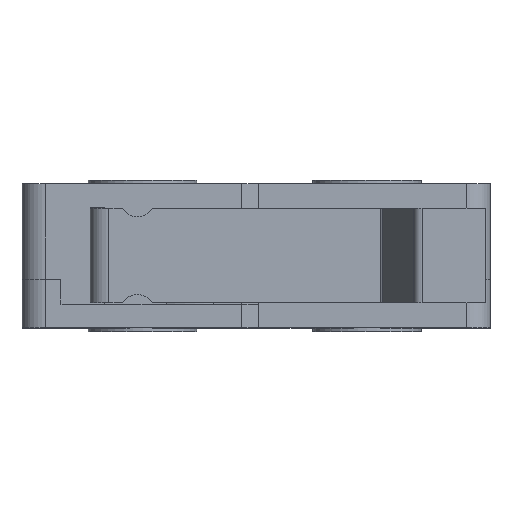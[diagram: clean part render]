
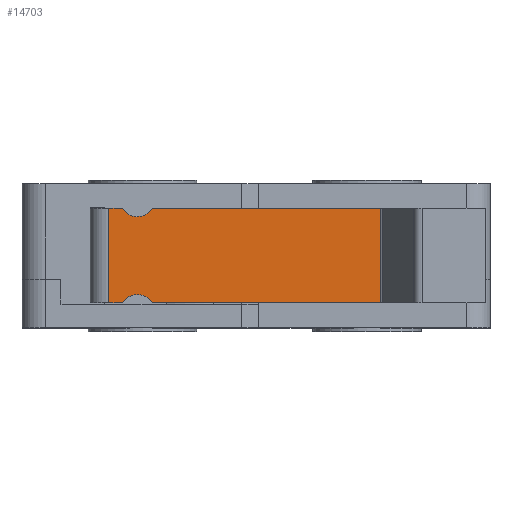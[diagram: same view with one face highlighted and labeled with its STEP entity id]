
A CAD part, top view. The second image highlights one B-rep face of the part: STEP entity #14703.
In plain terms, the highlighted planar face has unit normal (-0.013, 0, 1).
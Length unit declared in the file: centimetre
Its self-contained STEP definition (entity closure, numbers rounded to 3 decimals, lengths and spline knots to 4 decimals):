
#890=FACE_OUTER_BOUND('',#1701,.T.);
#1701=EDGE_LOOP('',(#9841,#9842,#9843,#9844,#9845,#9846,#9847,#9848));
#2551=CIRCLE('',#15519,0.075);
#2553=CIRCLE('',#15522,0.075);
#2649=LINE('',#19174,#4304);
#2667=LINE('',#19215,#4322);
#2697=LINE('',#19285,#4352);
#2714=LINE('',#19333,#4369);
#2730=LINE('',#19364,#4385);
#2731=LINE('',#19366,#4386);
#4304=VECTOR('',#16180,1.);
#4322=VECTOR('',#16206,1.);
#4352=VECTOR('',#16266,1.);
#4369=VECTOR('',#16303,1.);
#4385=VECTOR('',#16345,1.);
#4386=VECTOR('',#16348,1.);
#5960=VERTEX_POINT('',#19171);
#5961=VERTEX_POINT('',#19173);
#5979=VERTEX_POINT('',#19212);
#5980=VERTEX_POINT('',#19214);
#6001=VERTEX_POINT('',#19272);
#6003=VERTEX_POINT('',#19278);
#6005=VERTEX_POINT('',#19284);
#6026=VERTEX_POINT('',#19331);
#7444=EDGE_CURVE('',#5961,#5960,#2649,.T.);
#7464=EDGE_CURVE('',#5980,#5979,#2667,.T.);
#7493=EDGE_CURVE('',#6001,#5961,#2551,.T.);
#7497=EDGE_CURVE('',#5979,#6003,#2553,.T.);
#7499=EDGE_CURVE('',#6005,#6001,#2697,.T.);
#7524=EDGE_CURVE('',#6003,#6026,#2714,.T.);
#7540=EDGE_CURVE('',#6005,#6026,#2730,.T.);
#7541=EDGE_CURVE('',#5960,#5980,#2731,.T.);
#9841=ORIENTED_EDGE('',*,*,#7493,.T.);
#9842=ORIENTED_EDGE('',*,*,#7444,.T.);
#9843=ORIENTED_EDGE('',*,*,#7541,.T.);
#9844=ORIENTED_EDGE('',*,*,#7464,.T.);
#9845=ORIENTED_EDGE('',*,*,#7497,.T.);
#9846=ORIENTED_EDGE('',*,*,#7524,.T.);
#9847=ORIENTED_EDGE('',*,*,#7540,.F.);
#9848=ORIENTED_EDGE('',*,*,#7499,.T.);
#14181=PLANE('',#15548);
#14703=ADVANCED_FACE('',(#890),#14181,.T.);
#15519=AXIS2_PLACEMENT_3D('',#19273,#16252,#16253);
#15522=AXIS2_PLACEMENT_3D('',#19281,#16260,#16261);
#15548=AXIS2_PLACEMENT_3D('',#19365,#16346,#16347);
#16180=DIRECTION('',(-1.,0.,-0.013));
#16206=DIRECTION('',(1.,0.,0.013));
#16252=DIRECTION('center_axis',(0.013,0.,
-1.));
#16253=DIRECTION('ref_axis',(-1.,0.,-0.013));
#16260=DIRECTION('center_axis',(0.013,0.,
-1.));
#16261=DIRECTION('ref_axis',(-1.,0.,-0.013));
#16266=DIRECTION('',(-1.,0.,-0.013));
#16303=DIRECTION('',(1.,0.,0.013));
#16345=DIRECTION('',(0.,-1.,0.));
#16346=DIRECTION('center_axis',(-0.013,0.,
1.));
#16347=DIRECTION('ref_axis',(1.,0.,0.013));
#16348=DIRECTION('',(0.,-1.,0.));
#19171=CARTESIAN_POINT('',(-0.1425,-0.105,0.8756));
#19173=CARTESIAN_POINT('',(-0.0859,-0.105,0.8764));
#19174=CARTESIAN_POINT('',(1.0058,-0.105,0.8904));
#19212=CARTESIAN_POINT('',(-0.0859,-0.505,0.8764));
#19214=CARTESIAN_POINT('',(-0.1425,-0.505,0.8756));
#19215=CARTESIAN_POINT('',(1.0058,-0.505,0.8904));
#19272=CARTESIAN_POINT('',(0.0409,-0.105,0.878));
#19273=CARTESIAN_POINT('Origin',(-0.0225,-0.065,
0.8772));
#19278=CARTESIAN_POINT('',(0.0409,-0.505,0.878));
#19281=CARTESIAN_POINT('Origin',(-0.0225,-0.545,0.8772));
#19284=CARTESIAN_POINT('',(1.0058,-0.105,0.8904));
#19285=CARTESIAN_POINT('',(1.0058,-0.105,0.8904));
#19331=CARTESIAN_POINT('',(1.0058,-0.505,0.8904));
#19333=CARTESIAN_POINT('',(1.0058,-0.505,0.8904));
#19364=CARTESIAN_POINT('',(1.0058,-0.305,0.8904));
#19365=CARTESIAN_POINT('Origin',(1.0058,-0.305,0.8904));
#19366=CARTESIAN_POINT('',(-0.1425,-0.305,0.8756));
